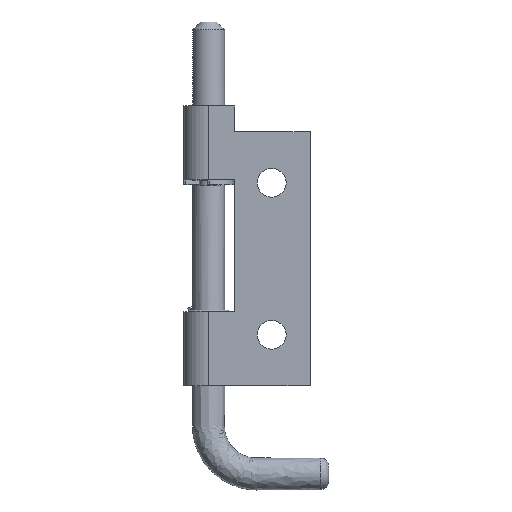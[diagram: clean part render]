
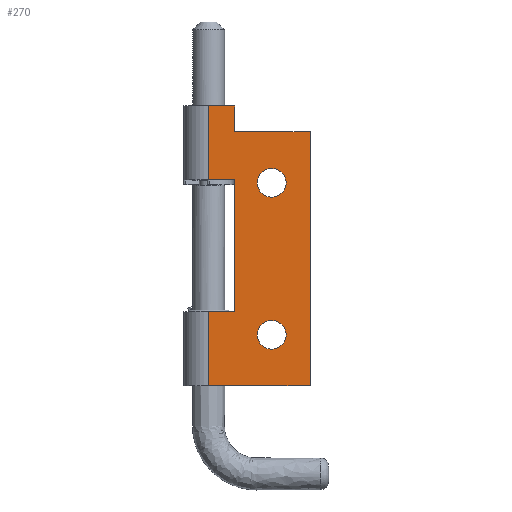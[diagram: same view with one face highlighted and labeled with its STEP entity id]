
A CAD part, left-side view. The second image highlights one B-rep face of the part: STEP entity #270.
In plain terms, the highlighted planar face has unit normal (-1, 0, 0).
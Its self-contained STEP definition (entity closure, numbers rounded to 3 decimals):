
#270=ADVANCED_FACE('',(#331,#332,#333),#334,.T.);
#331=FACE_BOUND('',#464,.T.);
#332=FACE_OUTER_BOUND('',#465,.T.);
#333=FACE_BOUND('',#466,.T.);
#334=PLANE('',#467);
#464=EDGE_LOOP('',(#2537));
#465=EDGE_LOOP('',(#2538,#2539,#2540,#2541,#2542,#2543,#2544,#2545,#2546,#2547));
#466=EDGE_LOOP('',(#2548));
#467=AXIS2_PLACEMENT_3D('',#2549,#2550,#2551);
#2537=ORIENTED_EDGE('',*,*,#2936,.T.);
#2538=ORIENTED_EDGE('',*,*,#2937,.T.);
#2539=ORIENTED_EDGE('',*,*,#2938,.T.);
#2540=ORIENTED_EDGE('',*,*,#2939,.T.);
#2541=ORIENTED_EDGE('',*,*,#2940,.T.);
#2542=ORIENTED_EDGE('',*,*,#2941,.T.);
#2543=ORIENTED_EDGE('',*,*,#2942,.F.);
#2544=ORIENTED_EDGE('',*,*,#2943,.F.);
#2545=ORIENTED_EDGE('',*,*,#2944,.F.);
#2546=ORIENTED_EDGE('',*,*,#2945,.F.);
#2547=ORIENTED_EDGE('',*,*,#2946,.T.);
#2548=ORIENTED_EDGE('',*,*,#2947,.T.);
#2549=CARTESIAN_POINT('',(-3.125,-12.7,17.5));
#2550=DIRECTION('',(-1.0,0.,0.0));
#2551=DIRECTION('',(0.,-1.0,0.0));
#2936=EDGE_CURVE('',#3074,#3074,#3075,.F.);
#2937=EDGE_CURVE('',#3076,#3077,#3078,.T.);
#2938=EDGE_CURVE('',#3077,#3079,#3080,.T.);
#2939=EDGE_CURVE('',#3079,#3081,#3082,.T.);
#2940=EDGE_CURVE('',#3081,#3083,#3084,.T.);
#2941=EDGE_CURVE('',#3083,#3085,#3086,.T.);
#2942=EDGE_CURVE('',#3087,#3085,#3088,.T.);
#2943=EDGE_CURVE('',#3089,#3087,#3090,.T.);
#2944=EDGE_CURVE('',#3091,#3089,#3092,.T.);
#2945=EDGE_CURVE('',#3093,#3091,#3094,.T.);
#2946=EDGE_CURVE('',#3093,#3076,#3095,.T.);
#2947=EDGE_CURVE('',#3096,#3096,#3097,.F.);
#3074=VERTEX_POINT('',#3301);
#3075=CIRCLE('',#3302,1.8);
#3076=VERTEX_POINT('',#3303);
#3077=VERTEX_POINT('',#3304);
#3078=LINE('',#3305,#3306);
#3079=VERTEX_POINT('',#3307);
#3080=LINE('',#3308,#3309);
#3081=VERTEX_POINT('',#3310);
#3082=LINE('',#3311,#3312);
#3083=VERTEX_POINT('',#3313);
#3084=LINE('',#3314,#3315);
#3085=VERTEX_POINT('',#3316);
#3086=LINE('',#3317,#3318);
#3087=VERTEX_POINT('',#3319);
#3088=LINE('',#3320,#3321);
#3089=VERTEX_POINT('',#3322);
#3090=LINE('',#3323,#3324);
#3091=VERTEX_POINT('',#3325);
#3092=LINE('',#3326,#3327);
#3093=VERTEX_POINT('',#3328);
#3094=LINE('',#3329,#3330);
#3095=LINE('',#3331,#3332);
#3096=VERTEX_POINT('',#3333);
#3097=CIRCLE('',#3334,1.8);
#3301=CARTESIAN_POINT('',(-3.125,-9.7,7.9));
#3302=AXIS2_PLACEMENT_3D('',#3775,#3776,#3777);
#3303=CARTESIAN_POINT('',(-3.125,0.0,17.5));
#3304=CARTESIAN_POINT('',(-3.125,0.0,8.25));
#3305=CARTESIAN_POINT('',(-3.125,0.0,17.5));
#3306=VECTOR('',#3778,1.0);
#3307=CARTESIAN_POINT('',(-3.125,-3.25,8.25));
#3308=CARTESIAN_POINT('',(-3.125,-12.7,8.25));
#3309=VECTOR('',#3779,1.0);
#3310=CARTESIAN_POINT('',(-3.125,-3.25,-8.25));
#3311=CARTESIAN_POINT('',(-3.125,-3.25,17.5));
#3312=VECTOR('',#3780,1.0);
#3313=CARTESIAN_POINT('',(-3.125,0.0,-8.25));
#3314=CARTESIAN_POINT('',(-3.125,-12.7,-8.25));
#3315=VECTOR('',#3781,1.0);
#3316=CARTESIAN_POINT('',(-3.125,0.0,-17.5));
#3317=CARTESIAN_POINT('',(-3.125,0.0,17.5));
#3318=VECTOR('',#3782,1.0);
#3319=CARTESIAN_POINT('',(-3.125,-12.7,-17.5));
#3320=CARTESIAN_POINT('',(-3.125,-12.7,-17.5));
#3321=VECTOR('',#3783,1.0);
#3322=CARTESIAN_POINT('',(-3.125,-12.7,14.3));
#3323=CARTESIAN_POINT('',(-3.125,-12.7,17.5));
#3324=VECTOR('',#3784,1.0);
#3325=CARTESIAN_POINT('',(-3.125,-3.25,14.3));
#3326=CARTESIAN_POINT('',(-3.125,-12.7,14.3));
#3327=VECTOR('',#3785,1.0);
#3328=CARTESIAN_POINT('',(-3.125,-3.25,17.5));
#3329=CARTESIAN_POINT('',(-3.125,-3.25,17.5));
#3330=VECTOR('',#3786,1.0);
#3331=CARTESIAN_POINT('',(-3.125,-12.7,17.5));
#3332=VECTOR('',#3787,1.0);
#3333=CARTESIAN_POINT('',(-3.125,-9.7,-11.1));
#3334=AXIS2_PLACEMENT_3D('',#3788,#3789,#3790);
#3775=CARTESIAN_POINT('',(-3.125,-7.9,7.9));
#3776=DIRECTION('',(-1.0,0.,0.0));
#3777=DIRECTION('',(0.,-1.0,0.0));
#3778=DIRECTION('',(0.0,0.0,-1.0));
#3779=DIRECTION('',(0.,-1.0,0.0));
#3780=DIRECTION('',(0.0,0.0,-1.0));
#3781=DIRECTION('',(0.,1.0,0.0));
#3782=DIRECTION('',(0.0,0.0,-1.0));
#3783=DIRECTION('',(0.,1.0,0.0));
#3784=DIRECTION('',(0.0,0.0,-1.0));
#3785=DIRECTION('',(0.,-1.0,0.0));
#3786=DIRECTION('',(0.,0.,-1.0));
#3787=DIRECTION('',(0.,1.0,0.0));
#3788=CARTESIAN_POINT('',(-3.125,-7.9,-11.1));
#3789=DIRECTION('',(-1.0,0.,0.0));
#3790=DIRECTION('',(0.,-1.0,0.0));
